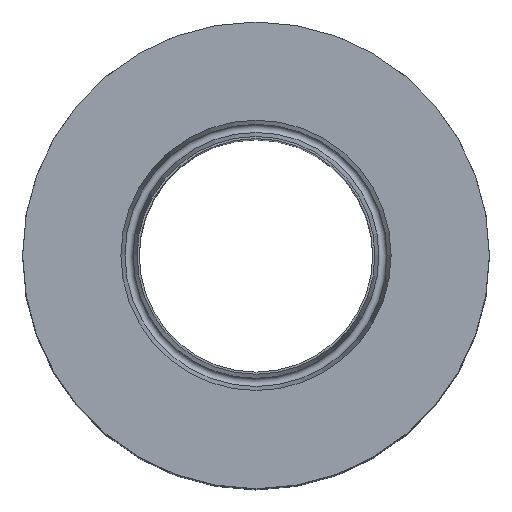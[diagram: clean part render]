
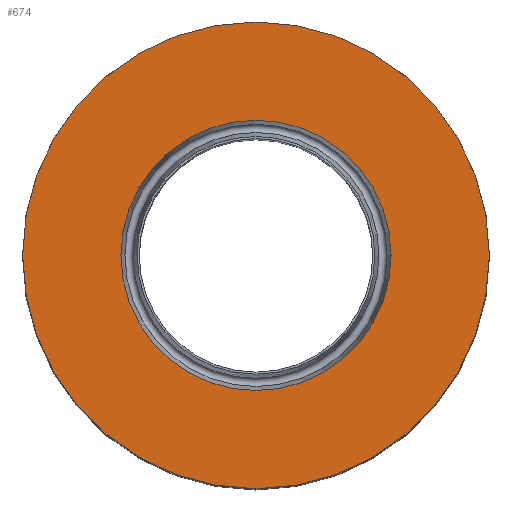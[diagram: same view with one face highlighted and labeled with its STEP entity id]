
A CAD part, top view. The second image highlights one B-rep face of the part: STEP entity #674.
In plain terms, the highlighted planar face has unit normal (0, 0, 1).
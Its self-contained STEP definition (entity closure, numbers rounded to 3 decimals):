
#21 = EDGE_CURVE ( 'NONE', #597, #597, #142, .T. ) ;
#32 = AXIS2_PLACEMENT_3D ( 'NONE', #343, #350, #351 ) ;
#44 = AXIS2_PLACEMENT_3D ( 'NONE', #379, #386, #387 ) ;
#64 = FACE_BOUND ( 'NONE', #195, .T. ) ;
#65 = FACE_OUTER_BOUND ( 'NONE', #196, .T. ) ;
#102 = AXIS2_PLACEMENT_3D ( 'NONE', #545, #558, #559 ) ;
#117 = EDGE_CURVE ( 'NONE', #621, #621, #239, .T. ) ;
#133 = ORIENTED_EDGE ( 'NONE', *, *, #21, .T. ) ;
#142 = CIRCLE ( 'NONE', #32, 7.996 ) ;
#187 = ORIENTED_EDGE ( 'NONE', *, *, #117, .F. ) ;
#195 = EDGE_LOOP ( 'NONE', ( #187 ) ) ;
#196 = EDGE_LOOP ( 'NONE', ( #133 ) ) ;
#239 = CIRCLE ( 'NONE', #44, 4.631 ) ;
#343 = CARTESIAN_POINT ( 'NONE',  ( 0., 0., 0. ) ) ;
#350 = DIRECTION ( 'NONE',  ( 0., 0., 1. ) ) ;
#351 = DIRECTION ( 'NONE',  ( 1., 0., 0. ) ) ;
#379 = CARTESIAN_POINT ( 'NONE',  ( 0., 0., 0. ) ) ;
#386 = DIRECTION ( 'NONE',  ( 0., 0., 1. ) ) ;
#387 = DIRECTION ( 'NONE',  ( 1., 0., 0. ) ) ;
#545 = CARTESIAN_POINT ( 'NONE',  ( 0., 4., 0. ) ) ;
#549 = PLANE ( 'NONE',  #102 ) ;
#558 = DIRECTION ( 'NONE',  ( 0., 0., -1. ) ) ;
#559 = DIRECTION ( 'NONE',  ( -1., 0., 0. ) ) ;
#597 = VERTEX_POINT ( 'NONE', #598 ) ;
#598 = CARTESIAN_POINT ( 'NONE',  ( 7.996, 0., 0. ) ) ;
#621 = VERTEX_POINT ( 'NONE', #622 ) ;
#622 = CARTESIAN_POINT ( 'NONE',  ( 4.631, 0., 0. ) ) ;
#674 = ADVANCED_FACE ( 'NONE', ( #65, #64 ), #549, .F. ) ;
